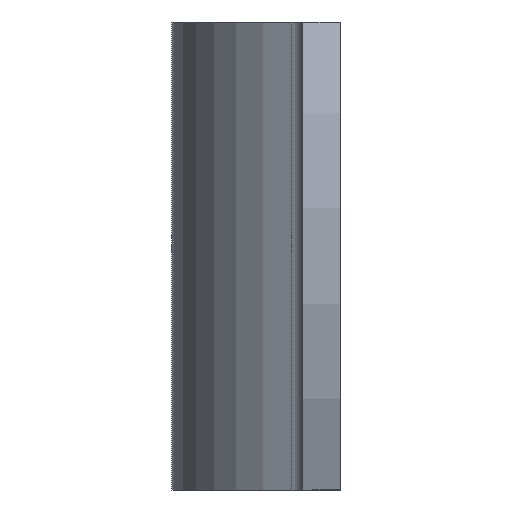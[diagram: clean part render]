
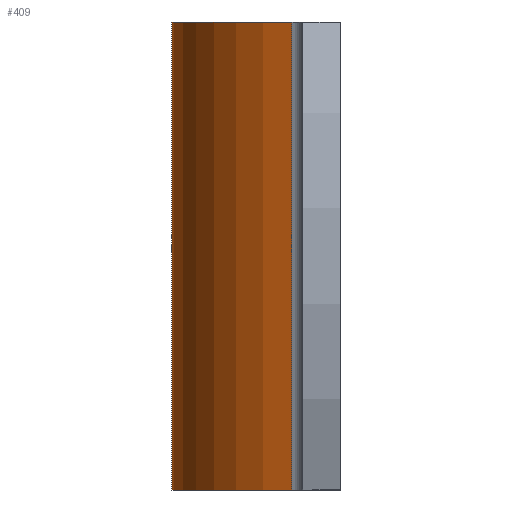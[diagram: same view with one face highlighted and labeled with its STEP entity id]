
A CAD part, left-side view. The second image highlights one B-rep face of the part: STEP entity #409.
In plain terms, the highlighted cylindrical face has radius 11 mm (diameter 22 mm), a partial arc.
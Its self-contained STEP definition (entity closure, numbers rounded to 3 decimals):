
#24 = AXIS2_PLACEMENT_3D ( 'NONE', #320, #471, #423 ) ;
#45 = EDGE_CURVE ( 'NONE', #591, #119, #70, .T. ) ;
#64 = CARTESIAN_POINT ( 'NONE',  ( 10., 2.583, -12.5 ) ) ;
#70 = LINE ( 'NONE', #365, #187 ) ;
#72 = DIRECTION ( 'NONE',  ( 0., 0., 1. ) ) ;
#76 = LINE ( 'NONE', #547, #605 ) ;
#119 = VERTEX_POINT ( 'NONE', #64 ) ;
#178 = EDGE_LOOP ( 'NONE', ( #278, #634, #580, #228 ) ) ;
#187 = VECTOR ( 'NONE', #257, 1000. ) ;
#223 = CYLINDRICAL_SURFACE ( 'NONE', #24, 11. ) ;
#228 = ORIENTED_EDGE ( 'NONE', *, *, #45, .T. ) ;
#244 = VERTEX_POINT ( 'NONE', #535 ) ;
#250 = CIRCLE ( 'NONE', #349, 11. ) ;
#257 = DIRECTION ( 'NONE',  ( 0., 0., -1. ) ) ;
#278 = ORIENTED_EDGE ( 'NONE', *, *, #338, .T. ) ;
#293 = DIRECTION ( 'NONE',  ( 0., 0., 1. ) ) ;
#320 = CARTESIAN_POINT ( 'NONE',  ( 0., -2., 12.5 ) ) ;
#338 = EDGE_CURVE ( 'NONE', #119, #244, #250, .T. ) ;
#349 = AXIS2_PLACEMENT_3D ( 'NONE', #404, #72, #440 ) ;
#351 = CARTESIAN_POINT ( 'NONE',  ( 10., 2.583, 12.5 ) ) ;
#353 = FACE_OUTER_BOUND ( 'NONE', #178, .T. ) ;
#365 = CARTESIAN_POINT ( 'NONE',  ( 10., 2.583, 12.5 ) ) ;
#386 = DIRECTION ( 'NONE',  ( 0., 0., 1. ) ) ;
#404 = CARTESIAN_POINT ( 'NONE',  ( 0., -2., -12.5 ) ) ;
#409 = ADVANCED_FACE ( 'NONE', ( #353 ), #223, .T. ) ;
#422 = CIRCLE ( 'NONE', #550, 11. ) ;
#423 = DIRECTION ( 'NONE',  ( -1., 0., 0. ) ) ;
#440 = DIRECTION ( 'NONE',  ( 1., 0., 0. ) ) ;
#446 = EDGE_CURVE ( 'NONE', #244, #563, #76, .T. ) ;
#471 = DIRECTION ( 'NONE',  ( 0., 0., -1. ) ) ;
#513 = EDGE_CURVE ( 'NONE', #591, #563, #422, .T. ) ;
#535 = CARTESIAN_POINT ( 'NONE',  ( -10., 2.583, -12.5 ) ) ;
#547 = CARTESIAN_POINT ( 'NONE',  ( -10., 2.583, 12.5 ) ) ;
#550 = AXIS2_PLACEMENT_3D ( 'NONE', #601, #293, #656 ) ;
#553 = CARTESIAN_POINT ( 'NONE',  ( -10., 2.583, 12.5 ) ) ;
#563 = VERTEX_POINT ( 'NONE', #553 ) ;
#580 = ORIENTED_EDGE ( 'NONE', *, *, #513, .F. ) ;
#591 = VERTEX_POINT ( 'NONE', #351 ) ;
#601 = CARTESIAN_POINT ( 'NONE',  ( 0., -2., 12.5 ) ) ;
#605 = VECTOR ( 'NONE', #386, 1000. ) ;
#634 = ORIENTED_EDGE ( 'NONE', *, *, #446, .T. ) ;
#656 = DIRECTION ( 'NONE',  ( 1., 0., 0. ) ) ;
